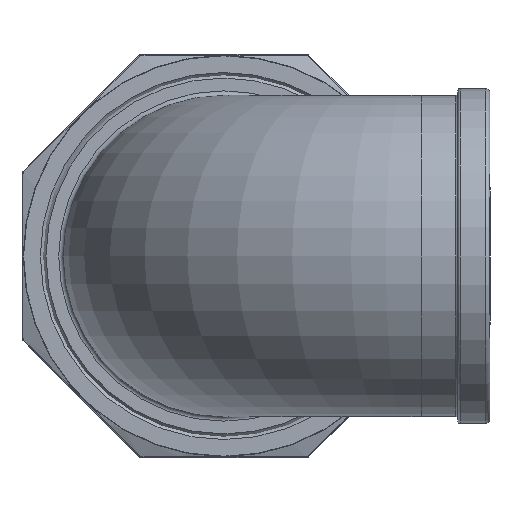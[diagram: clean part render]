
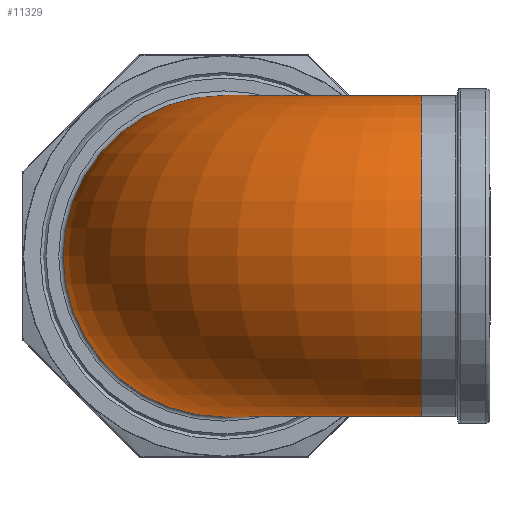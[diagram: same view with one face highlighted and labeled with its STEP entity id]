
A CAD part, left-side view. The second image highlights one B-rep face of the part: STEP entity #11329.
In plain terms, the highlighted toroidal (fillet/blend) face has major radius 43 mm and minor radius 35 mm.
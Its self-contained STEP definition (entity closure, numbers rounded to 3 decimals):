
#952 = DIRECTION ( 'NONE',  ( 0., -1., 0. ) ) ;
#2336 = AXIS2_PLACEMENT_3D ( 'NONE', #5264, #11365, #3761 ) ;
#2625 = ORIENTED_EDGE ( 'NONE', *, *, #16126, .F. ) ;
#3761 = DIRECTION ( 'NONE',  ( 0., -1., 0. ) ) ;
#4236 = CIRCLE ( 'NONE', #2336, 35. ) ;
#4336 = FACE_OUTER_BOUND ( 'NONE', #5031, .T. ) ;
#5031 = EDGE_LOOP ( 'NONE', ( #2625 ) ) ;
#5074 = VERTEX_POINT ( 'NONE', #10998 ) ;
#5264 = CARTESIAN_POINT ( 'NONE',  ( -20.5, 0., 0. ) ) ;
#7078 = EDGE_CURVE ( 'NONE', #14660, #14660, #4236, .T. ) ;
#9649 = AXIS2_PLACEMENT_3D ( 'NONE', #10138, #13446, #10050 ) ;
#10050 = DIRECTION ( 'NONE',  ( 1., 0., 0. ) ) ;
#10138 = CARTESIAN_POINT ( 'NONE',  ( -20.5, -43., 0. ) ) ;
#10317 = CIRCLE ( 'NONE', #17074, 35. ) ;
#10434 = FACE_OUTER_BOUND ( 'NONE', #10806, .T. ) ;
#10806 = EDGE_LOOP ( 'NONE', ( #13320 ) ) ;
#10998 = CARTESIAN_POINT ( 'NONE',  ( -28.5, -43., 0. ) ) ;
#11329 = ADVANCED_FACE ( 'NONE', ( #4336, #10434 ), #17706, .T. ) ;
#11365 = DIRECTION ( 'NONE',  ( -1., 0., 0. ) ) ;
#13320 = ORIENTED_EDGE ( 'NONE', *, *, #7078, .T. ) ;
#13446 = DIRECTION ( 'NONE',  ( 0., 0., 1. ) ) ;
#13617 = CARTESIAN_POINT ( 'NONE',  ( -20.5, -35., 0. ) ) ;
#14660 = VERTEX_POINT ( 'NONE', #13617 ) ;
#15065 = CARTESIAN_POINT ( 'NONE',  ( -63.5, -43., 0. ) ) ;
#16126 = EDGE_CURVE ( 'NONE', #5074, #5074, #10317, .T. ) ;
#16375 = DIRECTION ( 'NONE',  ( 1., 0., 0. ) ) ;
#17074 = AXIS2_PLACEMENT_3D ( 'NONE', #15065, #952, #16375 ) ;
#17706 = TOROIDAL_SURFACE ( 'NONE', #9649, 43., 35. ) ;
